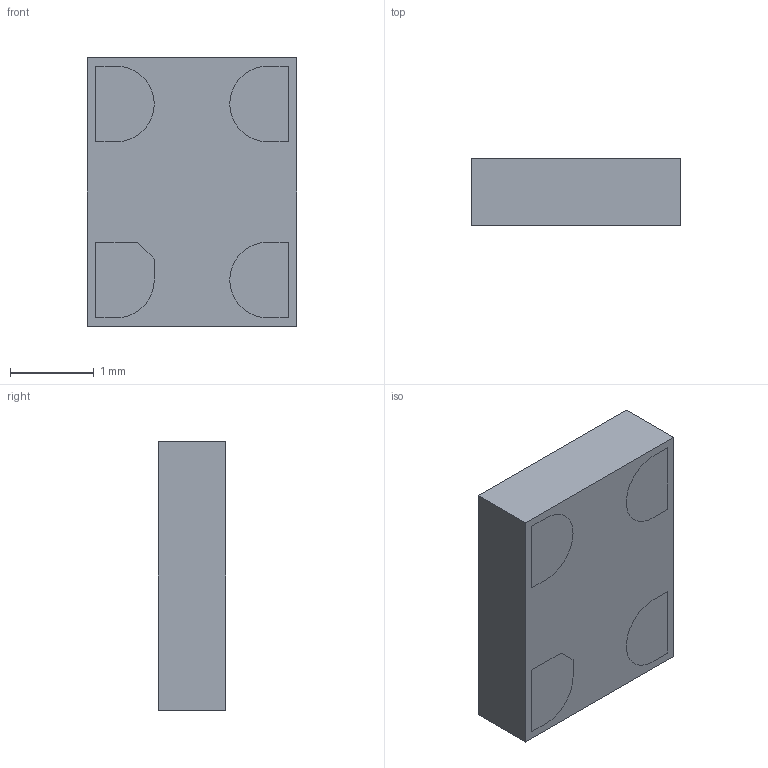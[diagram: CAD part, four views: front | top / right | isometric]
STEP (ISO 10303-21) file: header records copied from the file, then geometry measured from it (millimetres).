
FILE_DESCRIPTION (( 'STEP AP214' ), '1' );
FILE_NAME ('SIT5001AC-2B-33N0-20.736000.STEP', '2022-12-23T20:45:19', ( '' ), ( '' ), 'SwSTEP 2.0', 'SolidWorks 2021', '' );
FILE_SCHEMA (( 'AUTOMOTIVE_DESIGN' ));
Length unit declared in the file: millimetre
Products named in the file (1): SIT5001AC-2B-33N0-20.736000
Bounding box: 2.5 x 0.8 x 3.2 mm (x, y, z)
Volume: 6.4 mm3; surface area: 31 mm2
Topology: 6 solids, 6 shells, 61 faces, 132 edges, 88 vertices
Faces by surface type: plane 49, cylinder 12
Entity records: 1729 total; most frequent: CARTESIAN_POINT 282, DIRECTION 280, ORIENTED_EDGE 264, EDGE_CURVE 132, LINE 108, VECTOR 108, VERTEX_POINT 88, AXIS2_PLACEMENT_3D 86
